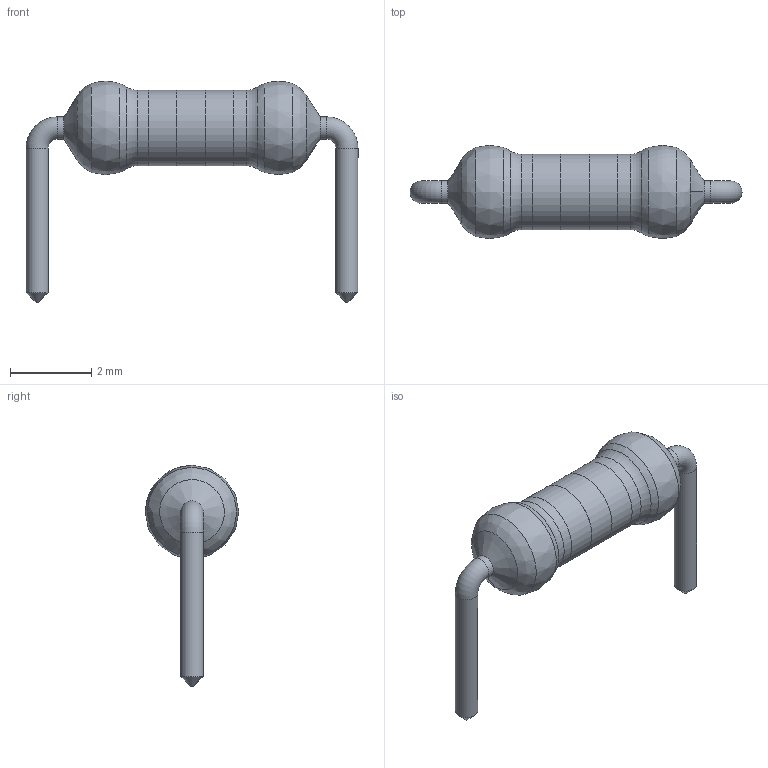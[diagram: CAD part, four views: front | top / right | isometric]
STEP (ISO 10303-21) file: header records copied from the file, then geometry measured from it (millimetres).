
FILE_DESCRIPTION(/* description */ (''),/* implementation_level */ '2;1');
FILE_NAME(/* name */ 'Yageo CFR-25 Resistor Axial P7.62mm 10,0 kOhm.stp',/* time_stamp */ '2019-11-04T18:24:30+01:00',/* author */ ('Bernd das Brot'),/* organization */ (''),/* preprocessor_version */ 'ST-DEVELOPER v18',/* originating_system */ 'Autodesk Inventor 2020',/* authorisation */ '');
FILE_SCHEMA (('AUTOMOTIVE_DESIGN { 1 0 10303 214 3 1 1 }'));
Length unit declared in the file: millimetre
Products named in the file (1): Yageo CFR-25 Resistor Axial P7.62mm
Bounding box: 8.17 x 2.3 x 5.45 mm (x, y, z)
Volume: 20.5 mm3; surface area: 57.6 mm2
Topology: 1 solids, 1 shells, 31 faces, 79 edges, 54 vertices
Faces by surface type: bspline 10, cylinder 9, plane 6, torus 4, cone 2
Full cylindrical faces by diameter (mm): 0.55 x4, 1.858 x2, 1.86 x3
Entity records: 1335 total; most frequent: CARTESIAN_POINT 462, DIRECTION 177, ORIENTED_EDGE 158, AXIS2_PLACEMENT_3D 83, EDGE_CURVE 79, CIRCLE 61, VERTEX_POINT 54, EDGE_LOOP 35
